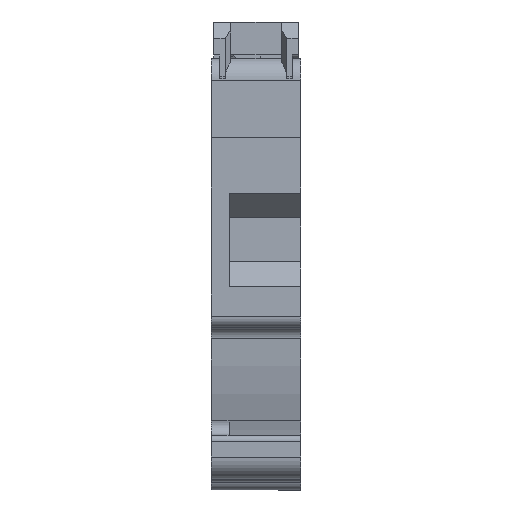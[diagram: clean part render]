
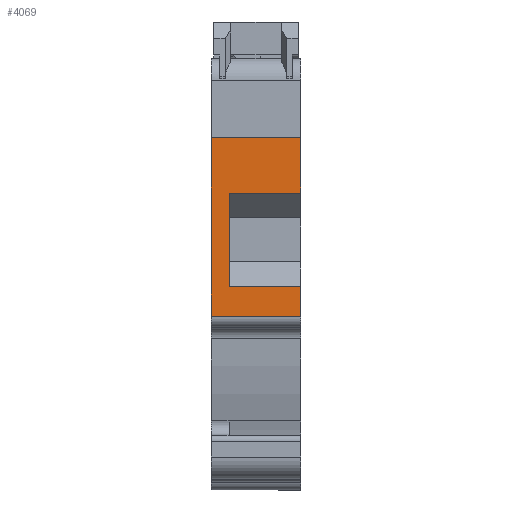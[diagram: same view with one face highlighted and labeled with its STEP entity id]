
A CAD part, front view. The second image highlights one B-rep face of the part: STEP entity #4069.
In plain terms, the highlighted planar face has unit normal (0, -1, 0).
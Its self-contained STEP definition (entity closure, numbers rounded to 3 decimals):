
#2388=AXIS2_PLACEMENT_3D('Plane Axis2P3D',#2385,#2386,#2387) ;
#156=CARTESIAN_POINT('Line Origine',(8.1,0.,29.527)) ;
#160=CARTESIAN_POINT('Vertex',(8.1,0.,27.)) ;
#162=CARTESIAN_POINT('Vertex',(8.1,0.,32.054)) ;
#211=CARTESIAN_POINT('Vertex',(8.1,0.,18.5)) ;
#214=CARTESIAN_POINT('Line Origine',(8.1,0.,17.125)) ;
#218=CARTESIAN_POINT('Vertex',(8.1,0.,15.75)) ;
#1248=CARTESIAN_POINT('Vertex',(0.,0.,32.054)) ;
#1785=CARTESIAN_POINT('Vertex',(0.,0.,15.75)) ;
#1788=CARTESIAN_POINT('Line Origine',(0.,0.,16.5)) ;
#1792=CARTESIAN_POINT('Vertex',(0.,0.,17.25)) ;
#1795=CARTESIAN_POINT('Line Origine',(0.,0.,17.875)) ;
#1799=CARTESIAN_POINT('Vertex',(0.,0.,18.5)) ;
#1802=CARTESIAN_POINT('Line Origine',(0.,0.,22.75)) ;
#1806=CARTESIAN_POINT('Vertex',(0.,0.,27.)) ;
#1809=CARTESIAN_POINT('Line Origine',(0.,0.,29.527)) ;
#2385=CARTESIAN_POINT('Axis2P3D Location',(0.,0.,17.25)) ;
#2395=CARTESIAN_POINT('Line Origine',(4.05,0.,32.054)) ;
#4025=CARTESIAN_POINT('Line Origine',(4.05,0.,15.75)) ;
#4037=CARTESIAN_POINT('Line Origine',(4.85,0.,27.)) ;
#4041=CARTESIAN_POINT('Vertex',(1.6,0.,27.)) ;
#4044=CARTESIAN_POINT('Line Origine',(4.85,0.,18.5)) ;
#4048=CARTESIAN_POINT('Vertex',(1.6,0.,18.5)) ;
#4051=CARTESIAN_POINT('Line Origine',(1.6,0.,22.75)) ;
#157=DIRECTION('Vector Direction',(0.,0.,1.)) ;
#215=DIRECTION('Vector Direction',(0.,0.,1.)) ;
#1789=DIRECTION('Vector Direction',(0.,0.,1.)) ;
#1796=DIRECTION('Vector Direction',(0.,0.,1.)) ;
#1803=DIRECTION('Vector Direction',(0.,0.,1.)) ;
#1810=DIRECTION('Vector Direction',(0.,0.,1.)) ;
#2386=DIRECTION('Axis2P3D Direction',(0.,1.,0.)) ;
#2387=DIRECTION('Axis2P3D XDirection',(0.,0.,1.)) ;
#2396=DIRECTION('Vector Direction',(-1.,0.,0.)) ;
#4026=DIRECTION('Vector Direction',(1.,0.,0.)) ;
#4038=DIRECTION('Vector Direction',(-1.,0.,0.)) ;
#4045=DIRECTION('Vector Direction',(1.,0.,0.)) ;
#4052=DIRECTION('Vector Direction',(0.,0.,1.)) ;
#158=VECTOR('Line Direction',#157,1.) ;
#216=VECTOR('Line Direction',#215,1.) ;
#1790=VECTOR('Line Direction',#1789,1.) ;
#1797=VECTOR('Line Direction',#1796,1.) ;
#1804=VECTOR('Line Direction',#1803,1.) ;
#1811=VECTOR('Line Direction',#1810,1.) ;
#2397=VECTOR('Line Direction',#2396,1.) ;
#4027=VECTOR('Line Direction',#4026,1.) ;
#4039=VECTOR('Line Direction',#4038,1.) ;
#4046=VECTOR('Line Direction',#4045,1.) ;
#4053=VECTOR('Line Direction',#4052,1.) ;
#4057=ORIENTED_EDGE('',*,*,#4043,.F.) ;
#4058=ORIENTED_EDGE('',*,*,#164,.T.) ;
#4059=ORIENTED_EDGE('',*,*,#2399,.T.) ;
#4060=ORIENTED_EDGE('',*,*,#1813,.T.) ;
#4061=ORIENTED_EDGE('',*,*,#1808,.F.) ;
#4062=ORIENTED_EDGE('',*,*,#1801,.T.) ;
#4063=ORIENTED_EDGE('',*,*,#1794,.T.) ;
#4064=ORIENTED_EDGE('',*,*,#4029,.F.) ;
#4065=ORIENTED_EDGE('',*,*,#220,.F.) ;
#4066=ORIENTED_EDGE('',*,*,#4050,.T.) ;
#4067=ORIENTED_EDGE('',*,*,#4055,.F.) ;
#4069=ADVANCED_FACE('V1',(#4068),#2389,.F.) ;
#164=EDGE_CURVE('',#161,#163,#159,.T.) ;
#220=EDGE_CURVE('',#212,#219,#217,.F.) ;
#1794=EDGE_CURVE('',#1793,#1786,#1791,.F.) ;
#1801=EDGE_CURVE('',#1800,#1793,#1798,.F.) ;
#1808=EDGE_CURVE('',#1800,#1807,#1805,.T.) ;
#1813=EDGE_CURVE('',#1249,#1807,#1812,.F.) ;
#2399=EDGE_CURVE('',#163,#1249,#2398,.T.) ;
#4029=EDGE_CURVE('',#219,#1786,#4028,.F.) ;
#4043=EDGE_CURVE('',#161,#4042,#4040,.T.) ;
#4050=EDGE_CURVE('',#212,#4049,#4047,.F.) ;
#4055=EDGE_CURVE('',#4042,#4049,#4054,.F.) ;
#4056=EDGE_LOOP('',(#4057,#4058,#4059,#4060,#4061,#4062,#4063,#4064,#4065,#4066,#4067)) ;
#4068=FACE_OUTER_BOUND('',#4056,.T.) ;
#159=LINE('Line',#156,#158) ;
#217=LINE('Line',#214,#216) ;
#1791=LINE('Line',#1788,#1790) ;
#1798=LINE('Line',#1795,#1797) ;
#1805=LINE('Line',#1802,#1804) ;
#1812=LINE('Line',#1809,#1811) ;
#2398=LINE('Line',#2395,#2397) ;
#4028=LINE('Line',#4025,#4027) ;
#4040=LINE('Line',#4037,#4039) ;
#4047=LINE('Line',#4044,#4046) ;
#4054=LINE('Line',#4051,#4053) ;
#2389=PLANE('',#2388) ;
#161=VERTEX_POINT('',#160) ;
#163=VERTEX_POINT('',#162) ;
#212=VERTEX_POINT('',#211) ;
#219=VERTEX_POINT('',#218) ;
#1249=VERTEX_POINT('',#1248) ;
#1786=VERTEX_POINT('',#1785) ;
#1793=VERTEX_POINT('',#1792) ;
#1800=VERTEX_POINT('',#1799) ;
#1807=VERTEX_POINT('',#1806) ;
#4042=VERTEX_POINT('',#4041) ;
#4049=VERTEX_POINT('',#4048) ;
